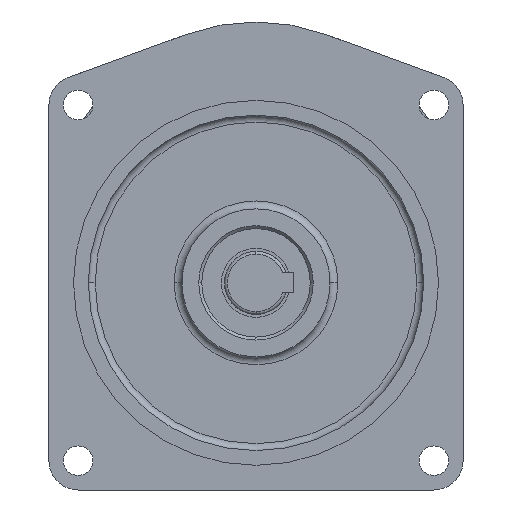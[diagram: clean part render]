
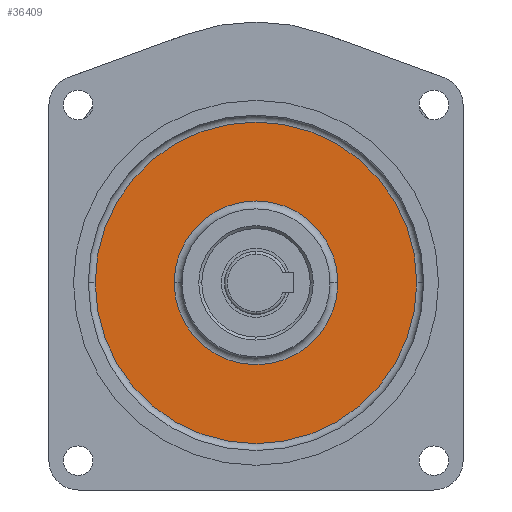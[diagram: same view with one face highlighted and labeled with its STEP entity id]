
A CAD part, front view. The second image highlights one B-rep face of the part: STEP entity #36409.
In plain terms, the highlighted planar face has unit normal (0, -1, 0).
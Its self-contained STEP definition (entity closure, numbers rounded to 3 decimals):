
#362 = CIRCLE ( 'NONE', #33010, 41.5 ) ;
#501 = VERTEX_POINT ( 'NONE', #24697 ) ;
#901 = FACE_OUTER_BOUND ( 'NONE', #9275, .T. ) ;
#2615 = DIRECTION ( 'NONE',  ( 0., -1., 0. ) ) ;
#2665 = DIRECTION ( 'NONE',  ( 0., -1., 0. ) ) ;
#5818 = AXIS2_PLACEMENT_3D ( 'NONE', #10267, #53181, #44643 ) ;
#7615 = CARTESIAN_POINT ( 'NONE',  ( -41.5, -8., -30.177 ) ) ;
#9275 = EDGE_LOOP ( 'NONE', ( #21055, #10816 ) ) ;
#9743 = DIRECTION ( 'NONE',  ( -1., 0., 0.006 ) ) ;
#9812 = CIRCLE ( 'NONE', #17065, 41.5 ) ;
#10267 = CARTESIAN_POINT ( 'NONE',  ( 0., -8., 0. ) ) ;
#10747 = DIRECTION ( 'NONE',  ( 1., 0., -0.006 ) ) ;
#10816 = ORIENTED_EDGE ( 'NONE', *, *, #28786, .T. ) ;
#10968 = CIRCLE ( 'NONE', #11853, 81.5 ) ;
#11380 = VERTEX_POINT ( 'NONE', #25467 ) ;
#11853 = AXIS2_PLACEMENT_3D ( 'NONE', #27055, #22787, #9743 ) ;
#17065 = AXIS2_PLACEMENT_3D ( 'NONE', #28798, #2665, #46123 ) ;
#18226 = FACE_BOUND ( 'NONE', #42639, .T. ) ;
#21055 = ORIENTED_EDGE ( 'NONE', *, *, #48535, .T. ) ;
#22787 = DIRECTION ( 'NONE',  ( 0., -1., 0. ) ) ;
#24697 = CARTESIAN_POINT ( 'NONE',  ( 81.5, -8., -30.2 ) ) ;
#25467 = CARTESIAN_POINT ( 'NONE',  ( 41.5, -8., -30.223 ) ) ;
#27055 = CARTESIAN_POINT ( 'NONE',  ( 0., -8., -30.2 ) ) ;
#28069 = AXIS2_PLACEMENT_3D ( 'NONE', #35567, #48625, #10747 ) ;
#28786 = EDGE_CURVE ( 'NONE', #47722, #501, #45310, .T. ) ;
#28798 = CARTESIAN_POINT ( 'NONE',  ( 0., -8., -30.2 ) ) ;
#29584 = DIRECTION ( 'NONE',  ( -1., 0., -0.013 ) ) ;
#30577 = EDGE_CURVE ( 'NONE', #11380, #51959, #9812, .T. ) ;
#33010 = AXIS2_PLACEMENT_3D ( 'NONE', #37563, #2615, #29584 ) ;
#35567 = CARTESIAN_POINT ( 'NONE',  ( 0., -8., -30.2 ) ) ;
#35849 = PLANE ( 'NONE',  #5818 ) ;
#36409 = ADVANCED_FACE ( 'NONE', ( #901, #18226 ), #35849, .T. ) ;
#37563 = CARTESIAN_POINT ( 'NONE',  ( 0., -8., -30.2 ) ) ;
#42639 = EDGE_LOOP ( 'NONE', ( #49581, #48350 ) ) ;
#44643 = DIRECTION ( 'NONE',  ( 0., 0., -1. ) ) ;
#45310 = CIRCLE ( 'NONE', #28069, 81.5 ) ;
#46123 = DIRECTION ( 'NONE',  ( 1., 0., 0.013 ) ) ;
#47027 = EDGE_CURVE ( 'NONE', #51959, #11380, #362, .T. ) ;
#47722 = VERTEX_POINT ( 'NONE', #52791 ) ;
#48350 = ORIENTED_EDGE ( 'NONE', *, *, #30577, .F. ) ;
#48535 = EDGE_CURVE ( 'NONE', #501, #47722, #10968, .T. ) ;
#48625 = DIRECTION ( 'NONE',  ( 0., -1., 0. ) ) ;
#49581 = ORIENTED_EDGE ( 'NONE', *, *, #47027, .F. ) ;
#51959 = VERTEX_POINT ( 'NONE', #7615 ) ;
#52791 = CARTESIAN_POINT ( 'NONE',  ( -81.5, -8., -30.2 ) ) ;
#53181 = DIRECTION ( 'NONE',  ( 0., -1., 0. ) ) ;
